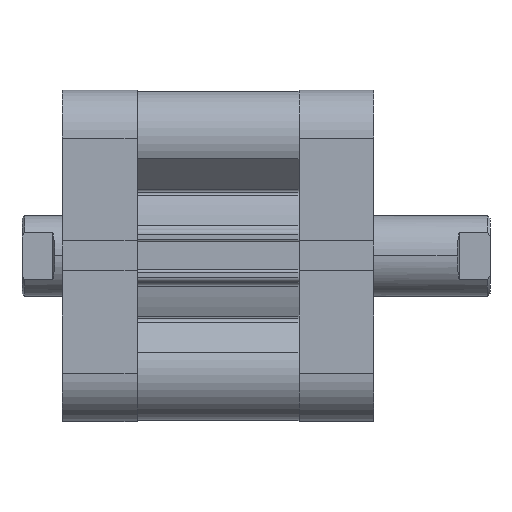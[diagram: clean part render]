
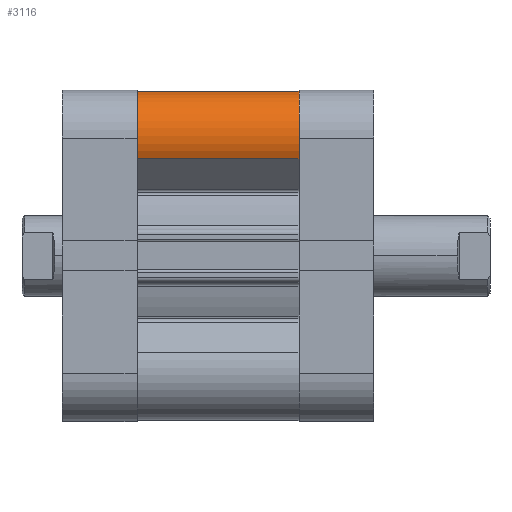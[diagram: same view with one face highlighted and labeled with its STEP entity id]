
A CAD part, top view. The second image highlights one B-rep face of the part: STEP entity #3116.
In plain terms, the highlighted cylindrical face has radius 9.25 mm (diameter 18.5 mm), a partial arc.
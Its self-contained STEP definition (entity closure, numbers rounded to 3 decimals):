
#281 = EDGE_LOOP ( 'NONE', ( #6579, #6580, #6581, #6582 ) ) ;
#478 = CARTESIAN_POINT ( 'NONE',  ( 19.184, 31.559, 32. ) ) ;
#694 = VERTEX_POINT ( 'NONE', #993 ) ;
#817 = VERTEX_POINT ( 'NONE', #864 ) ;
#864 = CARTESIAN_POINT ( 'NONE',  ( 19.184, 31.559, 0. ) ) ;
#916 = CARTESIAN_POINT ( 'NONE',  ( 31.559, 19.184, 32. ) ) ;
#993 = CARTESIAN_POINT ( 'NONE',  ( 31.559, 19.184, 0. ) ) ;
#1008 = VERTEX_POINT ( 'NONE', #916 ) ;
#1412 = VERTEX_POINT ( 'NONE', #478 ) ;
#2463 = DIRECTION ( 'NONE',  ( 0., 0., -1. ) ) ;
#2466 = DIRECTION ( 'NONE',  ( -1., 0., 0. ) ) ;
#2471 = CARTESIAN_POINT ( 'NONE',  ( 23.25, 23.25, 32. ) ) ;
#2871 = CARTESIAN_POINT ( 'NONE',  ( 31.559, 19.184, 32. ) ) ;
#2872 = DIRECTION ( 'NONE',  ( 0., 0., -1. ) ) ;
#2873 = CARTESIAN_POINT ( 'NONE',  ( 19.184, 31.559, 32. ) ) ;
#2876 = DIRECTION ( 'NONE',  ( 0., 0., -1. ) ) ;
#3116 = ADVANCED_FACE ( 'NONE', ( #7486 ), #7481, .T. ) ;
#3275 = EDGE_CURVE ( 'NONE', #1008, #694, #4354, .T. ) ;
#3277 = EDGE_CURVE ( 'NONE', #1412, #817, #4352, .T. ) ;
#3343 = EDGE_CURVE ( 'NONE', #694, #817, #4535, .T. ) ;
#3405 = EDGE_CURVE ( 'NONE', #1008, #1412, #4673, .T. ) ;
#4031 = AXIS2_PLACEMENT_3D ( 'NONE', #2471, #2463, #2466 ) ;
#4130 = AXIS2_PLACEMENT_3D ( 'NONE', #5443, #5454, #5455 ) ;
#4161 = AXIS2_PLACEMENT_3D ( 'NONE', #5602, #5609, #5610 ) ;
#4352 = LINE ( 'NONE', #2873, #4357 ) ;
#4354 = LINE ( 'NONE', #2871, #4355 ) ;
#4355 = VECTOR ( 'NONE', #2872, 1000. ) ;
#4357 = VECTOR ( 'NONE', #2876, 1000. ) ;
#4535 = CIRCLE ( 'NONE', #4130, 9.25 ) ;
#4673 = CIRCLE ( 'NONE', #4161, 9.25 ) ;
#5443 = CARTESIAN_POINT ( 'NONE',  ( 23.25, 23.25, 0. ) ) ;
#5454 = DIRECTION ( 'NONE',  ( 0., 0., 1. ) ) ;
#5455 = DIRECTION ( 'NONE',  ( -1., 0., 0. ) ) ;
#5602 = CARTESIAN_POINT ( 'NONE',  ( 23.25, 23.25, 32. ) ) ;
#5609 = DIRECTION ( 'NONE',  ( 0., 0., 1. ) ) ;
#5610 = DIRECTION ( 'NONE',  ( -1., 0., 0. ) ) ;
#6579 = ORIENTED_EDGE ( 'NONE', *, *, #3343, .T. ) ;
#6580 = ORIENTED_EDGE ( 'NONE', *, *, #3277, .F. ) ;
#6581 = ORIENTED_EDGE ( 'NONE', *, *, #3405, .F. ) ;
#6582 = ORIENTED_EDGE ( 'NONE', *, *, #3275, .T. ) ;
#7481 = CYLINDRICAL_SURFACE ( 'NONE', #4031, 9.25 ) ;
#7486 = FACE_OUTER_BOUND ( 'NONE', #281, .T. ) ;
